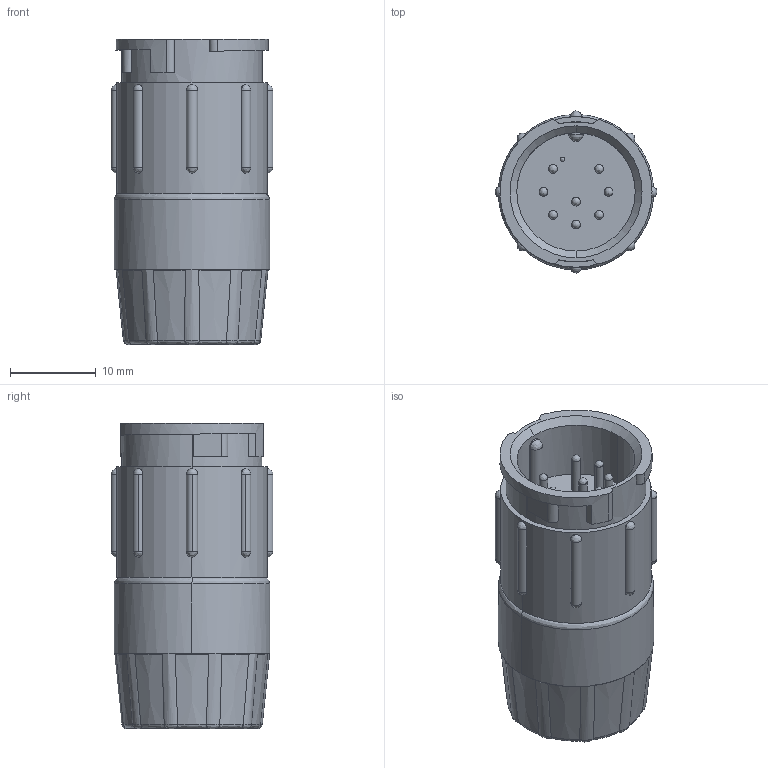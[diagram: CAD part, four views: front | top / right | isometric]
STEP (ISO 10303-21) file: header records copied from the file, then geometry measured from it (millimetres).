
FILE_DESCRIPTION (( 'STEP AP203' ), '1' );
FILE_NAME ('5280-8PG-315.STEP', '2013-02-05T22:00:11', ( '21FPBF1' ), ( 'Conxall' ), 'SwSTEP 2.0', 'SolidWorks 2012', '' );
FILE_SCHEMA (( 'CONFIG_CONTROL_DESIGN' ));
Length unit declared in the file: inch
Products named in the file (1): 5280-8PG-315
Bounding box: 18.92 x 18.92 x 35.76 mm (x, y, z)
Volume: 7259.8 mm3; surface area: 3184.6 mm2
Topology: 1 solids, 1 shells, 191 faces, 536 edges, 326 vertices
Faces by surface type: bspline 92, cylinder 58, plane 28, cone 13
Entity records: 7684 total; most frequent: CARTESIAN_POINT 3589, ORIENTED_EDGE 988, DIRECTION 669, EDGE_CURVE 494, VERTEX_POINT 326, AXIS2_PLACEMENT_3D 289, EDGE_LOOP 212, ADVANCED_FACE 191
